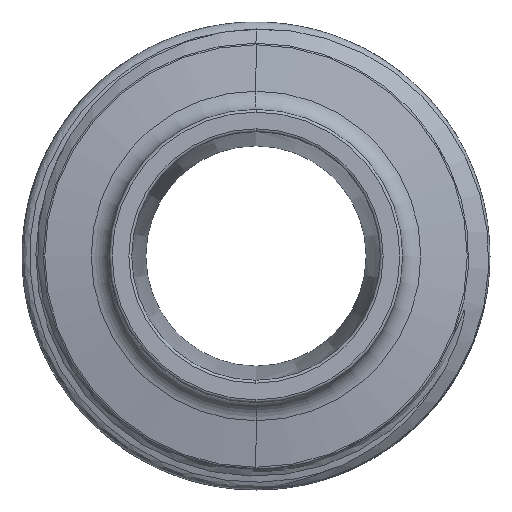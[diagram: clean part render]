
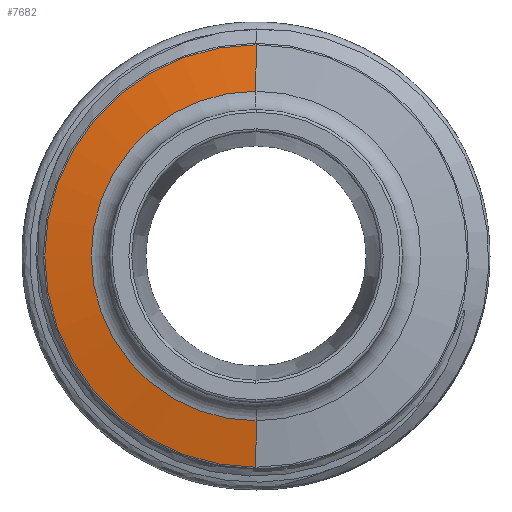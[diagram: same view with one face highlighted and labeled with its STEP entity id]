
A CAD part, left-side view. The second image highlights one B-rep face of the part: STEP entity #7682.
In plain terms, the highlighted conical face has half-angle 80 degrees and reference radius 15.41 mm.
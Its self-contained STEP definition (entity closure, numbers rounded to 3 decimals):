
#409 = VERTEX_POINT ( 'NONE', #15218 ) ;
#519 = CARTESIAN_POINT ( 'NONE',  ( -12.888, 0., -11.972 ) ) ;
#1209 = DIRECTION ( 'NONE',  ( -1., 0., 0. ) ) ;
#1844 = ORIENTED_EDGE ( 'NONE', *, *, #10011, .T. ) ;
#1985 = DIRECTION ( 'NONE',  ( 0., 0., -1. ) ) ;
#2105 = DIRECTION ( 'NONE',  ( 1., 0., 0. ) ) ;
#2383 = ORIENTED_EDGE ( 'NONE', *, *, #15604, .F. ) ;
#2387 = LINE ( 'NONE', #13494, #12399 ) ;
#3908 = VECTOR ( 'NONE', #8721, 1000. ) ;
#4010 = CARTESIAN_POINT ( 'NONE',  ( -12.888, 0., 0. ) ) ;
#5148 = CARTESIAN_POINT ( 'NONE',  ( -12.293, 0., 0. ) ) ;
#5315 = CONICAL_SURFACE ( 'NONE', #8665, 15.41, 1.396 ) ;
#5360 = CARTESIAN_POINT ( 'NONE',  ( -12.293, 0., 15.348 ) ) ;
#6099 = CIRCLE ( 'NONE', #16361, 15.348 ) ;
#6300 = EDGE_LOOP ( 'NONE', ( #10798, #6694, #1844, #2383 ) ) ;
#6525 = DIRECTION ( 'NONE',  ( 0., 0., -1. ) ) ;
#6694 = ORIENTED_EDGE ( 'NONE', *, *, #7782, .T. ) ;
#7052 = AXIS2_PLACEMENT_3D ( 'NONE', #4010, #10479, #6525 ) ;
#7682 = ADVANCED_FACE ( 'NONE', ( #9186 ), #5315, .T. ) ;
#7782 = EDGE_CURVE ( 'NONE', #409, #10727, #15144, .T. ) ;
#8665 = AXIS2_PLACEMENT_3D ( 'NONE', #15193, #2105, #1985 ) ;
#8721 = DIRECTION ( 'NONE',  ( 0.174, 0., 0.985 ) ) ;
#9186 = FACE_OUTER_BOUND ( 'NONE', #6300, .T. ) ;
#10011 = EDGE_CURVE ( 'NONE', #10727, #10496, #6099, .T. ) ;
#10366 = DIRECTION ( 'NONE',  ( 0., 0., 1. ) ) ;
#10479 = DIRECTION ( 'NONE',  ( 1., 0., 0. ) ) ;
#10496 = VERTEX_POINT ( 'NONE', #10843 ) ;
#10727 = VERTEX_POINT ( 'NONE', #5360 ) ;
#10798 = ORIENTED_EDGE ( 'NONE', *, *, #12488, .T. ) ;
#10843 = CARTESIAN_POINT ( 'NONE',  ( -12.293, 0., -15.348 ) ) ;
#12399 = VECTOR ( 'NONE', #16201, 1000. ) ;
#12488 = EDGE_CURVE ( 'NONE', #15427, #409, #14000, .T. ) ;
#13494 = CARTESIAN_POINT ( 'NONE',  ( -12.282, 0., -15.41 ) ) ;
#14000 = CIRCLE ( 'NONE', #7052, 11.972 ) ;
#15015 = CARTESIAN_POINT ( 'NONE',  ( -12.282, 0., 15.41 ) ) ;
#15144 = LINE ( 'NONE', #15015, #3908 ) ;
#15193 = CARTESIAN_POINT ( 'NONE',  ( -12.282, 0., 0. ) ) ;
#15218 = CARTESIAN_POINT ( 'NONE',  ( -12.888, 0., 11.972 ) ) ;
#15427 = VERTEX_POINT ( 'NONE', #519 ) ;
#15604 = EDGE_CURVE ( 'NONE', #15427, #10496, #2387, .T. ) ;
#16201 = DIRECTION ( 'NONE',  ( 0.174, 0., -0.985 ) ) ;
#16361 = AXIS2_PLACEMENT_3D ( 'NONE', #5148, #1209, #10366 ) ;
